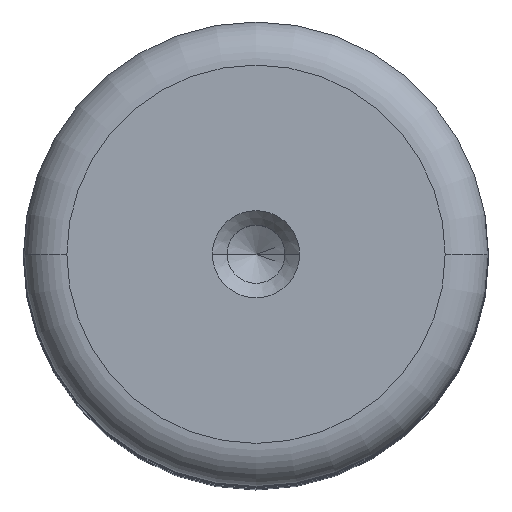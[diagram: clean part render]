
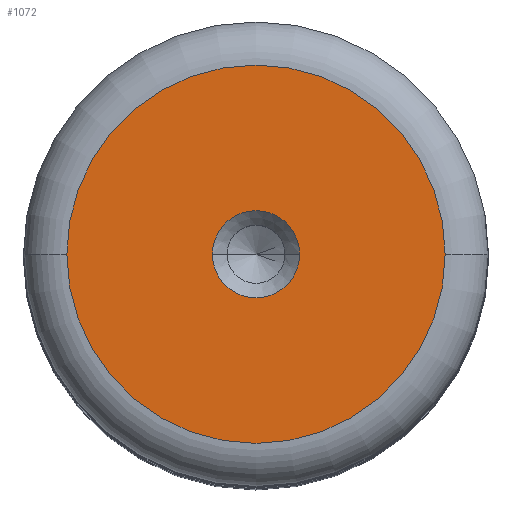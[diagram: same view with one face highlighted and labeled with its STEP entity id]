
A CAD part, top view. The second image highlights one B-rep face of the part: STEP entity #1072.
In plain terms, the highlighted planar face has unit normal (0, 0, 1).
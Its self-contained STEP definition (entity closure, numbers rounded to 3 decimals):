
#219 = CARTESIAN_POINT ( 'NONE',  ( -1.5, 0., 60. ) ) ;
#366 = DIRECTION ( 'NONE',  ( 1., 0., 0. ) ) ;
#415 = DIRECTION ( 'NONE',  ( 0., 0., 1. ) ) ;
#509 = EDGE_CURVE ( 'NONE', #525, #1415, #1060, .T. ) ;
#525 = VERTEX_POINT ( 'NONE', #1087 ) ;
#574 = CARTESIAN_POINT ( 'NONE',  ( 0., 0., 60. ) ) ;
#641 = AXIS2_PLACEMENT_3D ( 'NONE', #1402, #1394, #1385 ) ;
#734 = DIRECTION ( 'NONE',  ( 1., 0., 0. ) ) ;
#747 = ORIENTED_EDGE ( 'NONE', *, *, #509, .T. ) ;
#778 = AXIS2_PLACEMENT_3D ( 'NONE', #574, #1657, #734 ) ;
#825 = PLANE ( 'NONE',  #1232 ) ;
#898 = DIRECTION ( 'NONE',  ( 0., 0., 1. ) ) ;
#922 = AXIS2_PLACEMENT_3D ( 'NONE', #1822, #898, #1983 ) ;
#932 = CIRCLE ( 'NONE', #922, 1.5 ) ;
#946 = ORIENTED_EDGE ( 'NONE', *, *, #1257, .T. ) ;
#1001 = CARTESIAN_POINT ( 'NONE',  ( 6.511, 0., 60. ) ) ;
#1060 = CIRCLE ( 'NONE', #641, 6.511 ) ;
#1070 = EDGE_LOOP ( 'NONE', ( #946, #747 ) ) ;
#1072 = ADVANCED_FACE ( 'NONE', ( #1827, #1871 ), #825, .T. ) ;
#1087 = CARTESIAN_POINT ( 'NONE',  ( -6.511, 0., 60. ) ) ;
#1156 = VERTEX_POINT ( 'NONE', #219 ) ;
#1170 = CIRCLE ( 'NONE', #1196, 1.5 ) ;
#1173 = CIRCLE ( 'NONE', #778, 6.511 ) ;
#1196 = AXIS2_PLACEMENT_3D ( 'NONE', #1345, #415, #1504 ) ;
#1215 = CARTESIAN_POINT ( 'NONE',  ( 1.5, 0., 60. ) ) ;
#1232 = AXIS2_PLACEMENT_3D ( 'NONE', #1910, #1298, #366 ) ;
#1256 = ORIENTED_EDGE ( 'NONE', *, *, #1797, .F. ) ;
#1257 = EDGE_CURVE ( 'NONE', #1415, #525, #1173, .T. ) ;
#1298 = DIRECTION ( 'NONE',  ( 0., 0., 1. ) ) ;
#1345 = CARTESIAN_POINT ( 'NONE',  ( 0., 0., 60. ) ) ;
#1385 = DIRECTION ( 'NONE',  ( 1., 0., 0. ) ) ;
#1394 = DIRECTION ( 'NONE',  ( 0., 0., 1. ) ) ;
#1402 = CARTESIAN_POINT ( 'NONE',  ( 0., 0., 60. ) ) ;
#1415 = VERTEX_POINT ( 'NONE', #1001 ) ;
#1504 = DIRECTION ( 'NONE',  ( 1., 0., 0. ) ) ;
#1646 = VERTEX_POINT ( 'NONE', #1215 ) ;
#1657 = DIRECTION ( 'NONE',  ( 0., 0., 1. ) ) ;
#1735 = EDGE_LOOP ( 'NONE', ( #1256, #1944 ) ) ;
#1797 = EDGE_CURVE ( 'NONE', #1646, #1156, #932, .T. ) ;
#1822 = CARTESIAN_POINT ( 'NONE',  ( 0., 0., 60. ) ) ;
#1827 = FACE_BOUND ( 'NONE', #1735, .T. ) ;
#1871 = FACE_OUTER_BOUND ( 'NONE', #1070, .T. ) ;
#1910 = CARTESIAN_POINT ( 'NONE',  ( 0., 0., 60. ) ) ;
#1944 = ORIENTED_EDGE ( 'NONE', *, *, #2041, .F. ) ;
#1983 = DIRECTION ( 'NONE',  ( 1., 0., 0. ) ) ;
#2041 = EDGE_CURVE ( 'NONE', #1156, #1646, #1170, .T. ) ;
